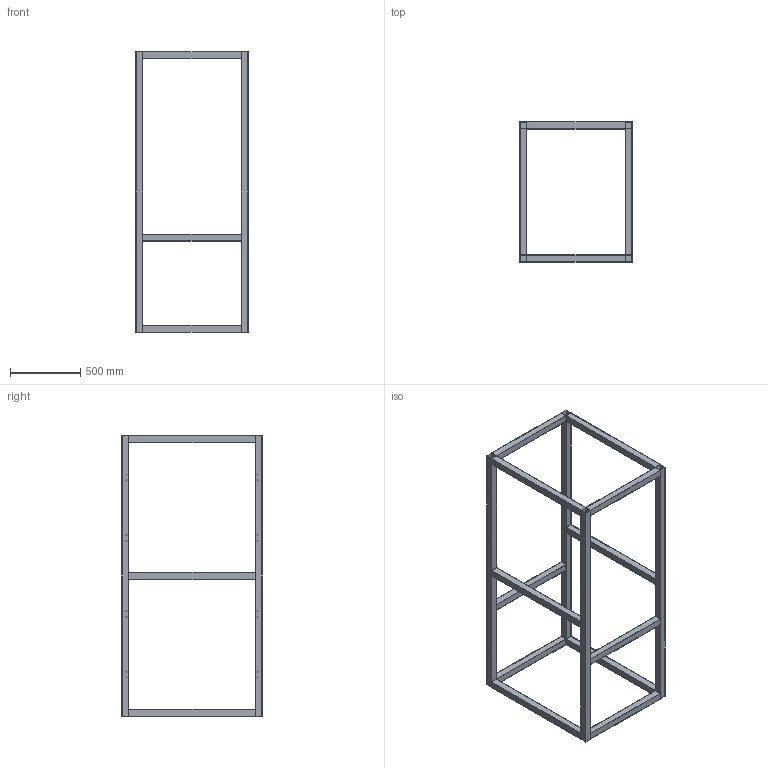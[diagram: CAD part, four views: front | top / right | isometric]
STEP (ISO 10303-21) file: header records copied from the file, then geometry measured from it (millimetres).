
FILE_DESCRIPTION (( 'STEP AP203' ), '1' );
FILE_NAME ('儂殤1杶.STEP', '2024-01-05T12:42:25', ( 'Windows 蚚誧' ), ( 'Microsoft' ), 'SwSTEP 2.0', 'SolidWorks 2020', '' );
FILE_SCHEMA (( 'CONFIG_CONTROL_DESIGN' ));
Length unit declared in the file: millimetre
Products named in the file (1): 儂殤1杶
Bounding box: 800 x 1000 x 2000 mm (x, y, z)
Volume: 5133024.5 mm3; surface area: 6855188.2 mm2
Topology: 20 solids, 20 shells, 248 faces, 624 edges, 416 vertices
Faces by surface type: plane 184, cylinder 64
Entity records: 7627 total; most frequent: CARTESIAN_POINT 1289, DIRECTION 1250, ORIENTED_EDGE 1248, EDGE_CURVE 624, LINE 496, VECTOR 496, VERTEX_POINT 416, AXIS2_PLACEMENT_3D 377
